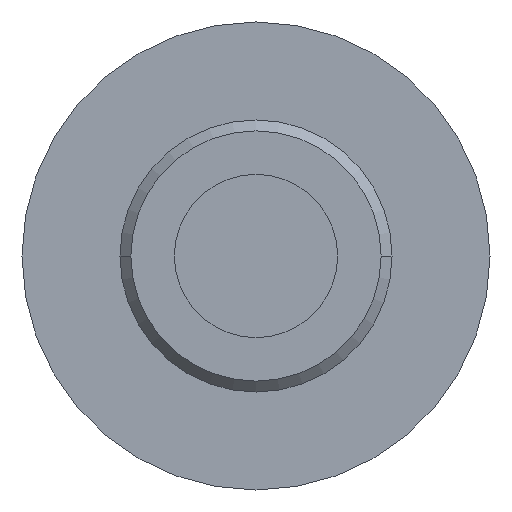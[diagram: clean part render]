
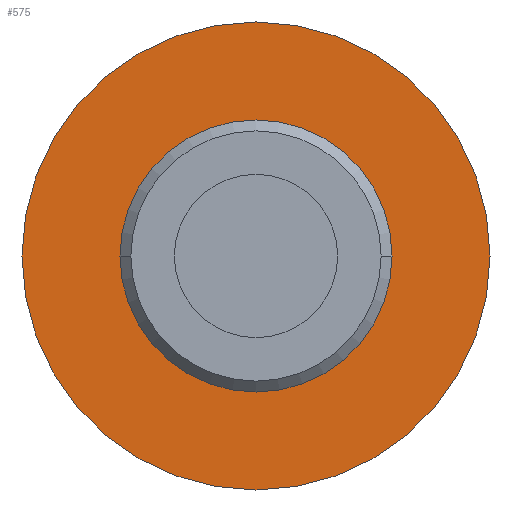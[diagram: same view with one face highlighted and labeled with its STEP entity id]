
A CAD part, front view. The second image highlights one B-rep face of the part: STEP entity #575.
In plain terms, the highlighted planar face has unit normal (0, -1, 0).
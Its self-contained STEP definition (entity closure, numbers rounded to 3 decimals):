
#37=CARTESIAN_POINT('',(0.,-2.,0.));
#38=DIRECTION('',(0.,-1.,0.));
#39=DIRECTION('',(-1.,0.,0.));
#40=AXIS2_PLACEMENT_3D('',#37,#38,#39);
#51=CARTESIAN_POINT('',(0.,-2.,0.));
#52=DIRECTION('',(0.,1.,0.));
#53=DIRECTION('',(-1.,0.,0.));
#54=AXIS2_PLACEMENT_3D('',#51,#52,#53);
#60=CARTESIAN_POINT('',(0.,-2.,0.));
#61=DIRECTION('',(0.,1.,0.));
#62=DIRECTION('',(-1.,0.,0.));
#63=AXIS2_PLACEMENT_3D('',#60,#61,#62);
#65=CARTESIAN_POINT('',(0.,-2.,0.));
#66=DIRECTION('',(0.,-1.,0.));
#67=DIRECTION('',(-1.,0.,0.));
#68=AXIS2_PLACEMENT_3D('',#65,#66,#67);
#382=CARTESIAN_POINT('',(-4.3,-2.,0.));
#383=CARTESIAN_POINT('',(4.3,-2.,0.));
#384=VERTEX_POINT('',#382);
#385=VERTEX_POINT('',#383);
#386=CARTESIAN_POINT('',(-2.5,-2.,0.));
#387=CARTESIAN_POINT('',(2.5,-2.,0.));
#388=VERTEX_POINT('',#386);
#389=VERTEX_POINT('',#387);
#560=CARTESIAN_POINT('',(0.,-2.,0.));
#561=DIRECTION('',(0.,-1.,0.));
#562=DIRECTION('',(-1.,0.,0.));
#563=AXIS2_PLACEMENT_3D('',#560,#561,#562);
#564=PLANE('',#563);
#566=ORIENTED_EDGE('',*,*,#565,.T.);
#568=ORIENTED_EDGE('',*,*,#567,.F.);
#569=EDGE_LOOP('',(#566,#568));
#570=FACE_OUTER_BOUND('',#569,.F.);
#571=ORIENTED_EDGE('',*,*,#540,.T.);
#572=ORIENTED_EDGE('',*,*,#554,.F.);
#573=EDGE_LOOP('',(#571,#572));
#574=FACE_BOUND('',#573,.F.);
#575=ADVANCED_FACE('',(#570,#574),#564,.T.);
#41=CIRCLE('',#40,2.5);
#55=CIRCLE('',#54,2.5);
#64=CIRCLE('',#63,4.3);
#69=CIRCLE('',#68,4.3);
#540=EDGE_CURVE('',#388,#389,#41,.T.);
#554=EDGE_CURVE('',#388,#389,#55,.T.);
#565=EDGE_CURVE('',#384,#385,#64,.T.);
#567=EDGE_CURVE('',#384,#385,#69,.T.);
